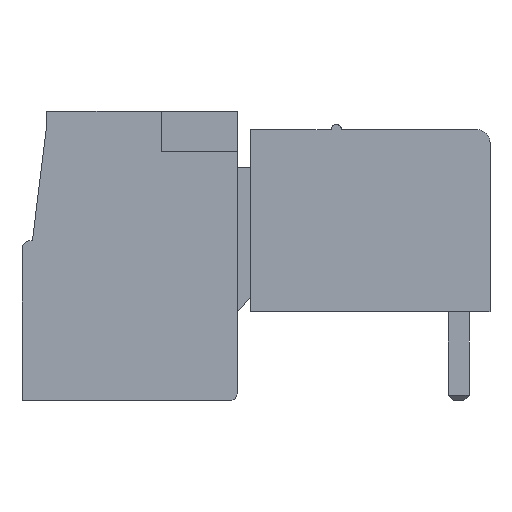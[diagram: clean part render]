
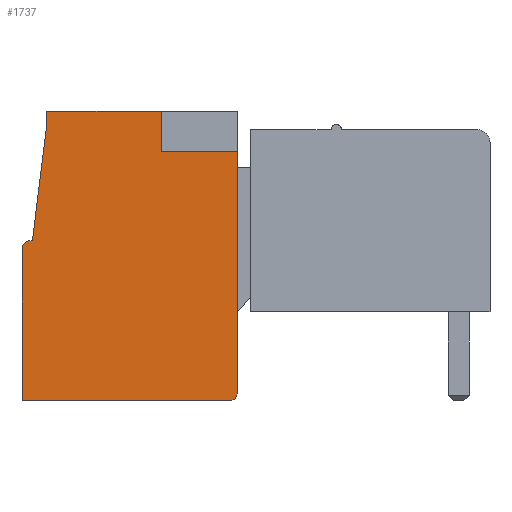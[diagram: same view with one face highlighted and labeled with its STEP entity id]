
A CAD part, left-side view. The second image highlights one B-rep face of the part: STEP entity #1737.
In plain terms, the highlighted planar face has unit normal (-1, 0, 0).
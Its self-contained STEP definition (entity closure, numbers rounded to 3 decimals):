
#12 = AXIS2_PLACEMENT_3D ( 'NONE', #299, #3535, #5726 ) ;
#86 = ORIENTED_EDGE ( 'NONE', *, *, #6940, .F. ) ;
#186 = LINE ( 'NONE', #5806, #1773 ) ;
#236 = ORIENTED_EDGE ( 'NONE', *, *, #4385, .F. ) ;
#246 = VERTEX_POINT ( 'NONE', #855 ) ;
#257 = DIRECTION ( 'NONE',  ( 0., -1., 0. ) ) ;
#263 = DIRECTION ( 'NONE',  ( 0., 0., -1. ) ) ;
#268 = PLANE ( 'NONE',  #1759 ) ;
#293 = EDGE_CURVE ( 'NONE', #3871, #2407, #4588, .T. ) ;
#299 = CARTESIAN_POINT ( 'NONE',  ( -2.54, 16.9, 2.4 ) ) ;
#300 = VERTEX_POINT ( 'NONE', #4132 ) ;
#359 = VERTEX_POINT ( 'NONE', #4430 ) ;
#383 = DIRECTION ( 'NONE',  ( 0., 1., 0. ) ) ;
#415 = DIRECTION ( 'NONE',  ( 0., 0., 1. ) ) ;
#610 = DIRECTION ( 'NONE',  ( 0., 1., 0. ) ) ;
#687 = LINE ( 'NONE', #5004, #3326 ) ;
#806 = CARTESIAN_POINT ( 'NONE',  ( -2.54, 8.93, 6.12 ) ) ;
#820 = CARTESIAN_POINT ( 'NONE',  ( -2.54, 17.2, -3.43 ) ) ;
#848 = VERTEX_POINT ( 'NONE', #4532 ) ;
#852 = CARTESIAN_POINT ( 'NONE',  ( -2.54, 9.23, -3.13 ) ) ;
#855 = CARTESIAN_POINT ( 'NONE',  ( -2.54, 9.23, -3.43 ) ) ;
#859 = EDGE_CURVE ( 'NONE', #1352, #359, #1229, .T. ) ;
#956 = EDGE_CURVE ( 'NONE', #6193, #848, #6031, .T. ) ;
#1075 = EDGE_CURVE ( 'NONE', #300, #5356, #5938, .T. ) ;
#1229 = LINE ( 'NONE', #3887, #2461 ) ;
#1295 = DIRECTION ( 'NONE',  ( 0., -1., 0. ) ) ;
#1352 = VERTEX_POINT ( 'NONE', #5348 ) ;
#1411 = VECTOR ( 'NONE', #415, 1000. ) ;
#1422 = VERTEX_POINT ( 'NONE', #5924 ) ;
#1449 = ORIENTED_EDGE ( 'NONE', *, *, #3338, .F. ) ;
#1550 = DIRECTION ( 'NONE',  ( 0., -1., 0. ) ) ;
#1658 = LINE ( 'NONE', #4290, #6104 ) ;
#1689 = AXIS2_PLACEMENT_3D ( 'NONE', #852, #6362, #4092 ) ;
#1737 = ADVANCED_FACE ( 'NONE', ( #3509 ), #268, .F. ) ;
#1759 = AXIS2_PLACEMENT_3D ( 'NONE', #6864, #3937, #6134 ) ;
#1773 = VECTOR ( 'NONE', #263, 1000. ) ;
#1814 = CARTESIAN_POINT ( 'NONE',  ( -2.54, 16.8, 2.7 ) ) ;
#2039 = ORIENTED_EDGE ( 'NONE', *, *, #5327, .F. ) ;
#2148 = CARTESIAN_POINT ( 'NONE',  ( -2.54, 17.2, 2.4 ) ) ;
#2407 = VERTEX_POINT ( 'NONE', #2148 ) ;
#2461 = VECTOR ( 'NONE', #1295, 1000. ) ;
#2565 = EDGE_CURVE ( 'NONE', #7009, #2595, #687, .T. ) ;
#2576 = CARTESIAN_POINT ( 'NONE',  ( -2.54, 8.93, -3.13 ) ) ;
#2595 = VERTEX_POINT ( 'NONE', #5039 ) ;
#2834 = EDGE_CURVE ( 'NONE', #246, #3871, #5570, .T. ) ;
#2863 = DIRECTION ( 'NONE',  ( 0., -0.122, 0.993 ) ) ;
#2927 = EDGE_CURVE ( 'NONE', #1422, #7009, #5396, .T. ) ;
#2958 = ORIENTED_EDGE ( 'NONE', *, *, #2565, .F. ) ;
#2983 = CARTESIAN_POINT ( 'NONE',  ( -2.54, 16.9, 2.4 ) ) ;
#3025 = ORIENTED_EDGE ( 'NONE', *, *, #859, .F. ) ;
#3068 = ORIENTED_EDGE ( 'NONE', *, *, #4544, .F. ) ;
#3132 = CARTESIAN_POINT ( 'NONE',  ( -2.54, 9.23, -3.13 ) ) ;
#3326 = VECTOR ( 'NONE', #5679, 1000. ) ;
#3338 = EDGE_CURVE ( 'NONE', #359, #6193, #5732, .T. ) ;
#3467 = CIRCLE ( 'NONE', #12, 0.3 ) ;
#3509 = FACE_OUTER_BOUND ( 'NONE', #3634, .T. ) ;
#3528 = ORIENTED_EDGE ( 'NONE', *, *, #293, .F. ) ;
#3535 = DIRECTION ( 'NONE',  ( 1., 0., 0. ) ) ;
#3581 = ORIENTED_EDGE ( 'NONE', *, *, #956, .F. ) ;
#3634 = EDGE_LOOP ( 'NONE', ( #6322, #3528, #6141, #3068, #3581, #1449, #3025, #86, #2039, #5585, #236, #2958, #6904 ) ) ;
#3653 = CIRCLE ( 'NONE', #1689, 0.3 ) ;
#3730 = VECTOR ( 'NONE', #6443, 1000. ) ;
#3842 = CARTESIAN_POINT ( 'NONE',  ( -2.54, 17.2, -3.43 ) ) ;
#3871 = VERTEX_POINT ( 'NONE', #3842 ) ;
#3887 = CARTESIAN_POINT ( 'NONE',  ( -2.54, 11.85, 6.12 ) ) ;
#3937 = DIRECTION ( 'NONE',  ( 1., 0., 0. ) ) ;
#4082 = VERTEX_POINT ( 'NONE', #5714 ) ;
#4092 = DIRECTION ( 'NONE',  ( 0., -1., 0. ) ) ;
#4132 = CARTESIAN_POINT ( 'NONE',  ( -2.54, 16.25, 7.17 ) ) ;
#4290 = CARTESIAN_POINT ( 'NONE',  ( -2.54, 16.25, 7.67 ) ) ;
#4385 = EDGE_CURVE ( 'NONE', #2595, #300, #6645, .T. ) ;
#4430 = CARTESIAN_POINT ( 'NONE',  ( -2.54, 8.93, 6.12 ) ) ;
#4532 = CARTESIAN_POINT ( 'NONE',  ( -2.54, 9.018, -3.342 ) ) ;
#4544 = EDGE_CURVE ( 'NONE', #848, #246, #3653, .T. ) ;
#4588 = LINE ( 'NONE', #820, #1411 ) ;
#4806 = AXIS2_PLACEMENT_3D ( 'NONE', #2983, #6970, #383 ) ;
#4922 = VECTOR ( 'NONE', #6176, 1000. ) ;
#4936 = CARTESIAN_POINT ( 'NONE',  ( -2.54, 16.25, 7.67 ) ) ;
#5004 = CARTESIAN_POINT ( 'NONE',  ( -2.54, 16.9, 2.7 ) ) ;
#5032 = VECTOR ( 'NONE', #2863, 1000. ) ;
#5039 = CARTESIAN_POINT ( 'NONE',  ( -2.54, 16.8, 2.7 ) ) ;
#5233 = AXIS2_PLACEMENT_3D ( 'NONE', #3132, #6412, #257 ) ;
#5327 = EDGE_CURVE ( 'NONE', #5356, #4082, #1658, .T. ) ;
#5348 = CARTESIAN_POINT ( 'NONE',  ( -2.54, 11.85, 6.12 ) ) ;
#5356 = VERTEX_POINT ( 'NONE', #4936 ) ;
#5391 = VECTOR ( 'NONE', #610, 1000. ) ;
#5396 = CIRCLE ( 'NONE', #4806, 0.3 ) ;
#5570 = LINE ( 'NONE', #6617, #5391 ) ;
#5585 = ORIENTED_EDGE ( 'NONE', *, *, #1075, .F. ) ;
#5648 = EDGE_CURVE ( 'NONE', #2407, #1422, #3467, .T. ) ;
#5679 = DIRECTION ( 'NONE',  ( 0., -1., 0. ) ) ;
#5714 = CARTESIAN_POINT ( 'NONE',  ( -2.54, 11.85, 7.67 ) ) ;
#5726 = DIRECTION ( 'NONE',  ( 0., 1., 0. ) ) ;
#5732 = LINE ( 'NONE', #806, #4922 ) ;
#5767 = CARTESIAN_POINT ( 'NONE',  ( -2.54, 16.9, 2.7 ) ) ;
#5806 = CARTESIAN_POINT ( 'NONE',  ( -2.54, 11.85, 7.67 ) ) ;
#5924 = CARTESIAN_POINT ( 'NONE',  ( -2.54, 17.112, 2.612 ) ) ;
#5938 = LINE ( 'NONE', #6109, #3730 ) ;
#6031 = CIRCLE ( 'NONE', #5233, 0.3 ) ;
#6104 = VECTOR ( 'NONE', #1550, 1000. ) ;
#6109 = CARTESIAN_POINT ( 'NONE',  ( -2.54, 16.25, 7.17 ) ) ;
#6134 = DIRECTION ( 'NONE',  ( 0., 0., 1. ) ) ;
#6141 = ORIENTED_EDGE ( 'NONE', *, *, #2834, .F. ) ;
#6176 = DIRECTION ( 'NONE',  ( 0., 0., -1. ) ) ;
#6193 = VERTEX_POINT ( 'NONE', #2576 ) ;
#6322 = ORIENTED_EDGE ( 'NONE', *, *, #5648, .F. ) ;
#6362 = DIRECTION ( 'NONE',  ( 1., 0., 0. ) ) ;
#6412 = DIRECTION ( 'NONE',  ( 1., 0., 0. ) ) ;
#6443 = DIRECTION ( 'NONE',  ( 0., 0., 1. ) ) ;
#6617 = CARTESIAN_POINT ( 'NONE',  ( -2.54, 9.23, -3.43 ) ) ;
#6645 = LINE ( 'NONE', #1814, #5032 ) ;
#6864 = CARTESIAN_POINT ( 'NONE',  ( -2.54, 13.045, 1.901 ) ) ;
#6904 = ORIENTED_EDGE ( 'NONE', *, *, #2927, .F. ) ;
#6940 = EDGE_CURVE ( 'NONE', #4082, #1352, #186, .T. ) ;
#6970 = DIRECTION ( 'NONE',  ( 1., 0., 0. ) ) ;
#7009 = VERTEX_POINT ( 'NONE', #5767 ) ;
